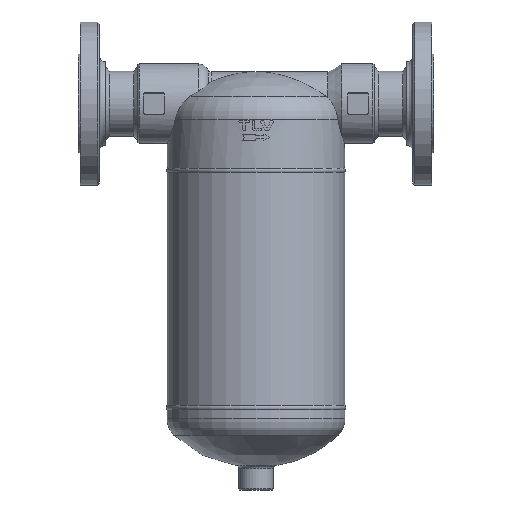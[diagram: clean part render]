
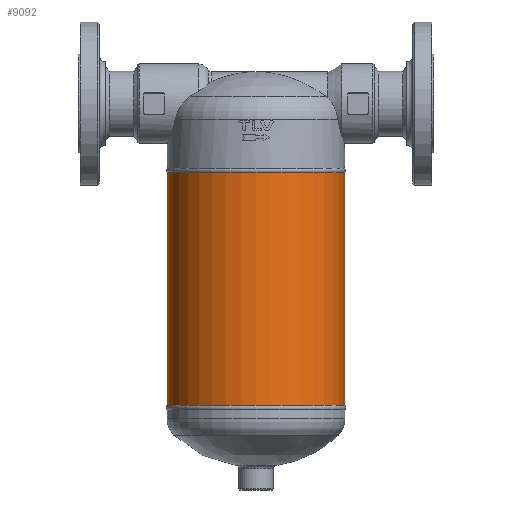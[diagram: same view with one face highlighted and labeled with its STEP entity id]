
A CAD part, front view. The second image highlights one B-rep face of the part: STEP entity #9092.
In plain terms, the highlighted cylindrical face has radius 82.6 mm (diameter 165.2 mm), a full revolution.
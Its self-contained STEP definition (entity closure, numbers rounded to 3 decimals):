
#8773=CARTESIAN_POINT('',(-82.6,0.,-219.066));
#8774=VERTEX_POINT('',#8773);
#8775=CARTESIAN_POINT('',(0.,0.0,-219.066));
#8776=DIRECTION('',(0.0,0.0,-1.0));
#8777=DIRECTION('',(1.0,0.0,0.0));
#8778=AXIS2_PLACEMENT_3D('',#8775,#8776,#8777);
#8779=CIRCLE('',#8778,82.6);
#8780=EDGE_CURVE('',#8774,#8774,#8779,.T.);
#8790=CARTESIAN_POINT('',(-82.6,0.,-1.934));
#8791=VERTEX_POINT('',#8790);
#8792=CARTESIAN_POINT('',(0.,0.0,-1.934));
#8793=DIRECTION('',(0.0,0.0,1.0));
#8794=DIRECTION('',(1.0,0.0,0.0));
#8795=AXIS2_PLACEMENT_3D('',#8792,#8793,#8794);
#8796=CIRCLE('',#8795,82.6);
#8797=EDGE_CURVE('',#8791,#8791,#8796,.T.);
#9081=CARTESIAN_POINT('',(0.,0.0,0.));
#9082=DIRECTION('',(0.,0.0,-1.0));
#9083=DIRECTION('',(1.0,0.0,0.0));
#9084=AXIS2_PLACEMENT_3D('',#9081,#9082,#9083);
#9085=CYLINDRICAL_SURFACE('',#9084,82.6);
#9086=ORIENTED_EDGE('',*,*,#8797,.F.);
#9087=EDGE_LOOP('',(#9086));
#9088=FACE_OUTER_BOUND('',#9087,.T.);
#9089=ORIENTED_EDGE('',*,*,#8780,.F.);
#9090=EDGE_LOOP('',(#9089));
#9091=FACE_BOUND('',#9090,.T.);
#9092=ADVANCED_FACE('',(#9088,#9091),#9085,.T.);
